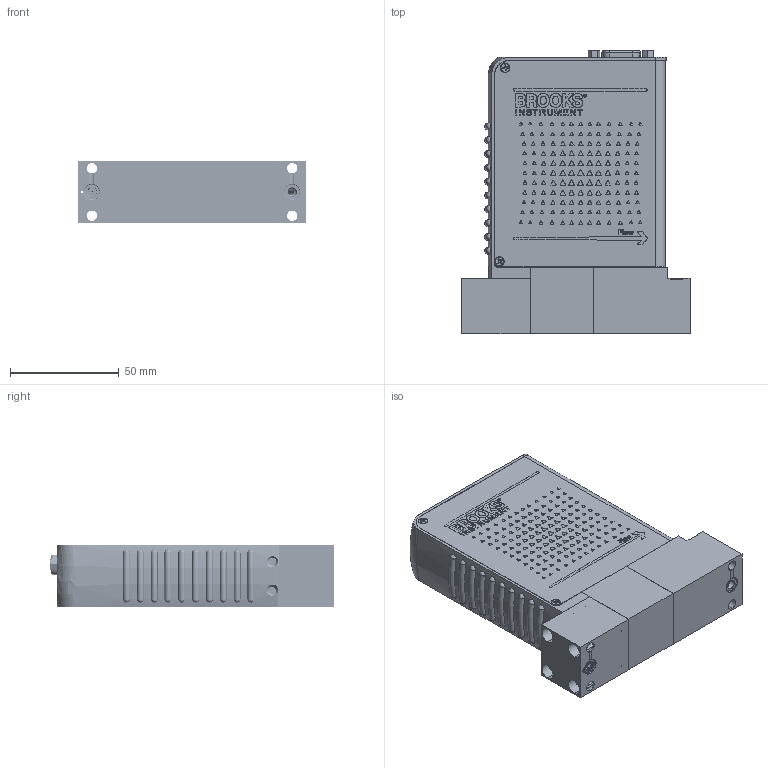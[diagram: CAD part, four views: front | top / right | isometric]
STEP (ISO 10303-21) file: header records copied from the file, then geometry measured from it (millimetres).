
FILE_DESCRIPTION (( 'STEP AP214' ), '1' );
FILE_NAME ('GP200-CSEAL-ANALOG.STEP', '2021-07-30T20:45:36', ( '' ), ( '' ), 'SwSTEP 2.0', 'SolidWorks 2020', '' );
FILE_SCHEMA (( 'AUTOMOTIVE_DESIGN' ));
Length unit declared in the file: inch
Products named in the file (1): GP200-CSEAL-ANALOG
Bounding box: 104.95 x 130.28 x 28.45 mm (x, y, z)
Volume: 117522.6 mm3; surface area: 80168.8 mm2
Topology: 48 solids, 49 shells, 7893 faces, 21909 edges, 14417 vertices
Faces by surface type: cylinder 4454, plane 2583, bspline 513, cone 218, torus 87, sphere 38
Entity records: 292003 total; most frequent: CARTESIAN_POINT 80912, DIRECTION 44624, ORIENTED_EDGE 43738, EDGE_CURVE 21869, AXIS2_PLACEMENT_3D 16835, VERTEX_POINT 14417, LINE 10954, VECTOR 10954
